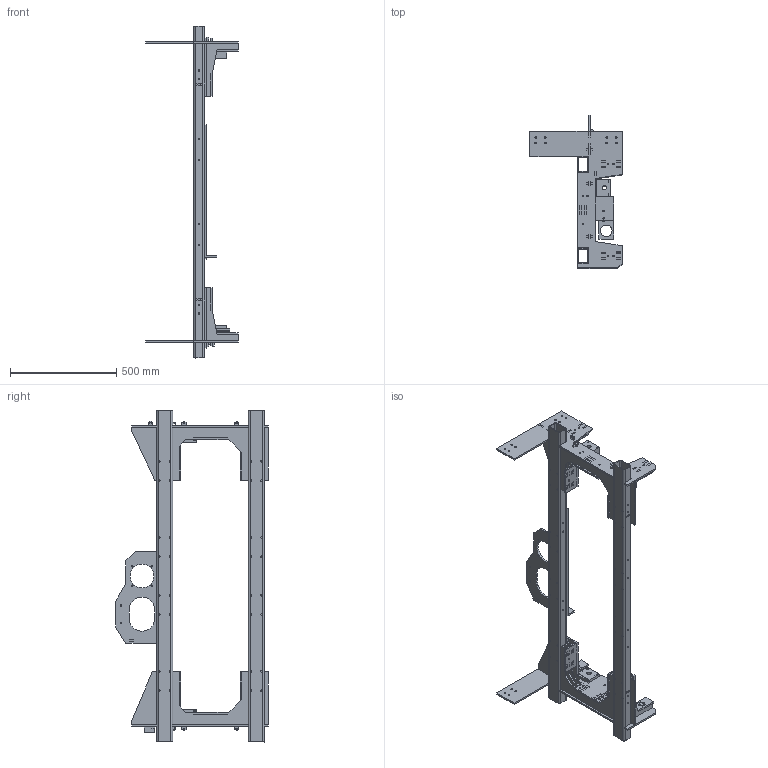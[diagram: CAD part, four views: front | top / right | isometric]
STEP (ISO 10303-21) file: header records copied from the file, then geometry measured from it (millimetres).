
FILE_DESCRIPTION(/* description */ ('','CAx-IF Rec.Pracs.---Representation and Presentation of Product Manufacturing Information (PMI)---3.8---2014-02-18'),/* implementation_level */ '2;1');
FILE_NAME(/* name */ 'gantry_only.stp',/* time_stamp */ '2024-06-17T22:27:19+12:00',/* author */ ('erik'),/* organization */ (''),/* preprocessor_version */ 'ST-DEVELOPER v16.5',/* originating_system */ 'Autodesk Inventor 2017',/* authorisation */ '');
FILE_SCHEMA (('AP242_MANAGED_MODEL_BASED_3D_ENGINEERING_MIM_LF { 1 0 10303 442 1 1 4 }'));
Length unit declared in the file: millimetre
Products named in the file (32): gantry_only01; GANTRY; Gantry_Side_Plate; XY-Plate; XY-LOCKPLATE; Z-Lockplate; Gantry-Lockplate; YZ-GUSSET; Gantry-Lockplate_1; XY-LOCKPLATE1; Y-Motor_Mount-Existing; Motor_Spacer1; Motor_Spacer2; X-BallScrew_BearingPlate; Pin; Gantry_Side_Plate_MIR1; gantry_main_leg_leftside; XY-Plate_MIR1; XY-LOCKPLATE_MIR1; BallScrewLockplate-LS; Z-Lockplate_leftside; Gantry-Lockplate_MIR1; YZ-GUSSET_MIR1; Gantry-Lockplate2_MIR1; XY-LOCKPLATE1_MIR1; Pin_MIR2; gantry_main_leg; Y-BALLSCREW-BEARINGBLOCK; BallScrewLockplate; Y-BallscrewMount-RS; Y-BallscrewMount-LS; Gantry_MidBrace
Assembly tree (47 placements, depth 2):
  gantry_only01
    GANTRY  x2
    Gantry_Side_Plate
    Pin  x4
    XY-Plate  x4
    XY-LOCKPLATE  x2
    YZ-GUSSET  x2
    Z-Lockplate
    Gantry-Lockplate
    Gantry-Lockplate_1
    XY-LOCKPLATE1
    Y-Motor_Mount-Existing
    Motor_Spacer1
    Motor_Spacer2
    X-BallScrew_BearingPlate
    Gantry_Side_Plate_MIR1
    gantry_main_leg_leftside
    Pin_MIR2  x3
    XY-Plate_MIR1  x4
    XY-LOCKPLATE_MIR1  x2
    BallScrewLockplate-LS
    YZ-GUSSET_MIR1  x2
    Z-Lockplate_leftside
    Gantry-Lockplate_MIR1
    Gantry-Lockplate2_MIR1
    XY-LOCKPLATE1_MIR1
    gantry_main_leg
    Y-BALLSCREW-BEARINGBLOCK
    BallScrewLockplate
    Y-BallscrewMount-RS
    Y-BallscrewMount-LS
    Gantry_MidBrace
Bounding box: 433 x 718 x 1560 mm (x, y, z)
Volume: 10364137.4 mm3; surface area: 3609866.4 mm2
Topology: 46 solids, 46 shells, 1840 faces, 5253 edges, 3513 vertices
Faces by surface type: plane 1600, cylinder 240
Full cylindrical faces by diameter (mm): 6.7 x114, 8 x68, 9 x12, 13.8 x8, 20 x2, 54 x1, 111 x1
Entity records: 42346 total; most frequent: CARTESIAN_POINT 7255, ORIENTED_EDGE 6950, DIRECTION 6539, EDGE_CURVE 3475, LINE 3127, VECTOR 3127, VERTEX_POINT 2422, EDGE_LOOP 2019
